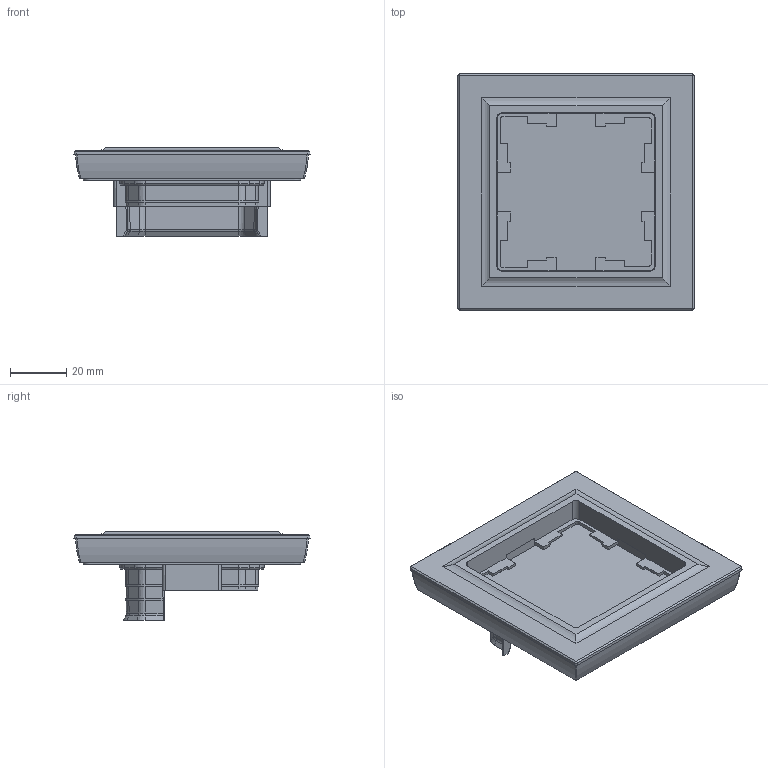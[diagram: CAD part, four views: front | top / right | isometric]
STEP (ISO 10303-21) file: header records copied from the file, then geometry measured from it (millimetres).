
FILE_DESCRIPTION (( 'STEP AP214' ), '1' );
FILE_NAME ('BRITE Ðàìêà 1-ìåñò. IP44.STEP', '2025-06-03T14:28:27', ( '' ), ( '' ), 'SwSTEP 2.0', 'SolidWorks 2022', '' );
FILE_SCHEMA (( 'AUTOMOTIVE_DESIGN' ));
Length unit declared in the file: millimetre
Products named in the file (1): BRITE Рамка 1-мест. IP44
Bounding box: 84.1 x 84.1 x 31.5 mm (x, y, z)
Volume: 45056.4 mm3; surface area: 31198 mm2
Topology: 1 solids, 2 shells, 467 faces, 1269 edges, 814 vertices
Faces by surface type: plane 251, cylinder 90, cone 64, torus 32, bspline 26, sphere 4
Entity records: 14866 total; most frequent: CARTESIAN_POINT 3269, ORIENTED_EDGE 2538, DIRECTION 2277, EDGE_CURVE 1269, VECTOR 865, LINE 865, VERTEX_POINT 814, AXIS2_PLACEMENT_3D 706
